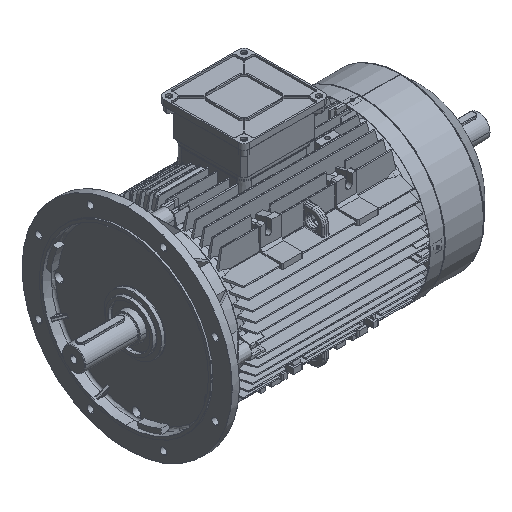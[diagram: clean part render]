
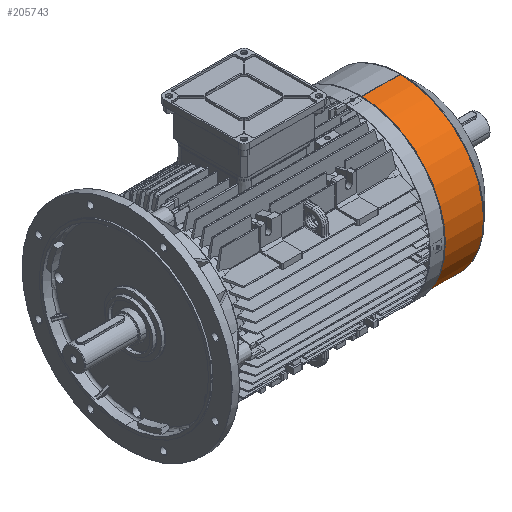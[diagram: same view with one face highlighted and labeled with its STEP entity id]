
A CAD part, isometric view. The second image highlights one B-rep face of the part: STEP entity #205743.
In plain terms, the highlighted cylindrical face has radius 219 mm (diameter 438 mm), a partial arc.
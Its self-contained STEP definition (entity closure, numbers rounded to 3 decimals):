
#2841 = LINE ( 'NONE', #17053, #154337 ) ;
#3731 = DIRECTION ( 'NONE',  ( 0., 0., 1. ) ) ;
#12841 = VERTEX_POINT ( 'NONE', #55970 ) ;
#17053 = CARTESIAN_POINT ( 'NONE',  ( 0., 0., -219. ) ) ;
#18974 = VERTEX_POINT ( 'NONE', #54730 ) ;
#22045 = CIRCLE ( 'NONE', #29034, 219. ) ;
#29034 = AXIS2_PLACEMENT_3D ( 'NONE', #178687, #142641, #108659 ) ;
#33607 = LINE ( 'NONE', #204144, #184017 ) ;
#34522 = DIRECTION ( 'NONE',  ( -1., 0., 0. ) ) ;
#36411 = VERTEX_POINT ( 'NONE', #164069 ) ;
#37719 = CYLINDRICAL_SURFACE ( 'NONE', #71293, 219. ) ;
#53930 = ORIENTED_EDGE ( 'NONE', *, *, #126399, .T. ) ;
#54730 = CARTESIAN_POINT ( 'NONE',  ( 40.8, 0., 219. ) ) ;
#55164 = DIRECTION ( 'NONE',  ( -1., 0., 0. ) ) ;
#55970 = CARTESIAN_POINT ( 'NONE',  ( 144.182, 0., 219. ) ) ;
#67818 = EDGE_CURVE ( 'NONE', #199247, #12841, #22045, .T. ) ;
#71293 = AXIS2_PLACEMENT_3D ( 'NONE', #103243, #55164, #121805 ) ;
#74888 = CIRCLE ( 'NONE', #204235, 219. ) ;
#84338 = ORIENTED_EDGE ( 'NONE', *, *, #190346, .F. ) ;
#100163 = ORIENTED_EDGE ( 'NONE', *, *, #148500, .T. ) ;
#103243 = CARTESIAN_POINT ( 'NONE',  ( 0., 0., 0. ) ) ;
#103955 = CARTESIAN_POINT ( 'NONE',  ( 144.182, 0., -219. ) ) ;
#108659 = DIRECTION ( 'NONE',  ( 0., 0., -1. ) ) ;
#121708 = CARTESIAN_POINT ( 'NONE',  ( 40.8, 0., 0. ) ) ;
#121805 = DIRECTION ( 'NONE',  ( 0., 0., 1. ) ) ;
#126399 = EDGE_CURVE ( 'NONE', #12841, #18974, #33607, .T. ) ;
#136092 = FACE_OUTER_BOUND ( 'NONE', #187578, .T. ) ;
#142641 = DIRECTION ( 'NONE',  ( -1., 0., 0. ) ) ;
#148500 = EDGE_CURVE ( 'NONE', #18974, #36411, #74888, .T. ) ;
#153478 = DIRECTION ( 'NONE',  ( 1., 0., 0. ) ) ;
#154337 = VECTOR ( 'NONE', #34522, 1000. ) ;
#164069 = CARTESIAN_POINT ( 'NONE',  ( 40.8, 0., -219. ) ) ;
#178687 = CARTESIAN_POINT ( 'NONE',  ( 144.182, 0., 0. ) ) ;
#184017 = VECTOR ( 'NONE', #185567, 1000. ) ;
#185567 = DIRECTION ( 'NONE',  ( -1., 0., 0. ) ) ;
#187578 = EDGE_LOOP ( 'NONE', ( #84338, #199939, #53930, #100163 ) ) ;
#190346 = EDGE_CURVE ( 'NONE', #199247, #36411, #2841, .T. ) ;
#199247 = VERTEX_POINT ( 'NONE', #103955 ) ;
#199939 = ORIENTED_EDGE ( 'NONE', *, *, #67818, .T. ) ;
#204144 = CARTESIAN_POINT ( 'NONE',  ( 0., 0., 219. ) ) ;
#204235 = AXIS2_PLACEMENT_3D ( 'NONE', #121708, #153478, #3731 ) ;
#205743 = ADVANCED_FACE ( 'NONE', ( #136092 ), #37719, .T. ) ;
